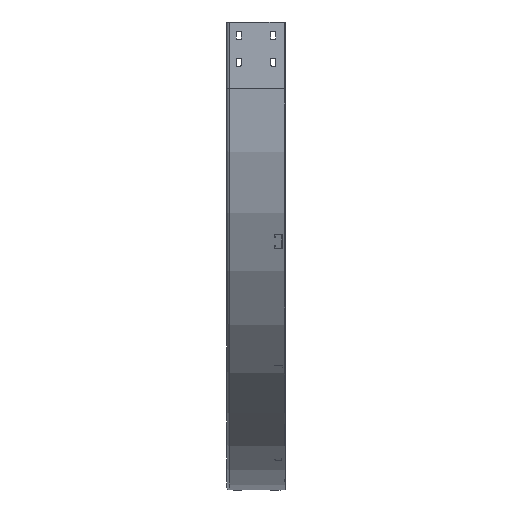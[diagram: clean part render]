
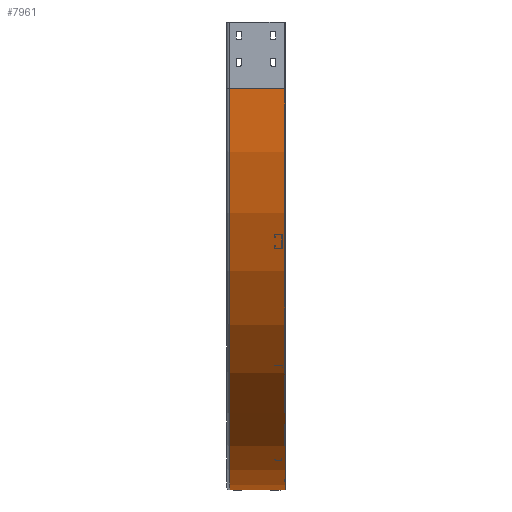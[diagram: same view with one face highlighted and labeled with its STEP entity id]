
A CAD part, left-side view. The second image highlights one B-rep face of the part: STEP entity #7961.
In plain terms, the highlighted cylindrical face has radius 750 mm (diameter 1500 mm), a partial arc.
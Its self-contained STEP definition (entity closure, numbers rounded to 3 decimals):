
#11 = EDGE_CURVE ( 'NONE', #8681, #6899, #3604, .T. ) ;
#165 = CARTESIAN_POINT ( 'NONE',  ( -750., 0., -875. ) ) ;
#944 = CARTESIAN_POINT ( 'NONE',  ( 0., 0., -125. ) ) ;
#1096 = CARTESIAN_POINT ( 'NONE',  ( -750., 0., -125. ) ) ;
#1203 = EDGE_CURVE ( 'NONE', #13071, #8681, #6137, .T. ) ;
#1585 = CARTESIAN_POINT ( 'NONE',  ( -750., 104., -875. ) ) ;
#1678 = ORIENTED_EDGE ( 'NONE', *, *, #11, .F. ) ;
#1737 = DIRECTION ( 'NONE',  ( 0., 1., 0. ) ) ;
#2159 = DIRECTION ( 'NONE',  ( 1., 0., 0. ) ) ;
#3095 = CYLINDRICAL_SURFACE ( 'NONE', #9280, 750. ) ;
#3604 = CIRCLE ( 'NONE', #5111, 750. ) ;
#4141 = DIRECTION ( 'NONE',  ( 0., 1., 0. ) ) ;
#4279 = DIRECTION ( 'NONE',  ( 0., 0., 1. ) ) ;
#4284 = AXIS2_PLACEMENT_3D ( 'NONE', #5982, #9868, #10849 ) ;
#4992 = CARTESIAN_POINT ( 'NONE',  ( -750., 104., -125. ) ) ;
#5111 = AXIS2_PLACEMENT_3D ( 'NONE', #4992, #4141, #2159 ) ;
#5812 = CARTESIAN_POINT ( 'NONE',  ( -750., 0., -875. ) ) ;
#5982 = CARTESIAN_POINT ( 'NONE',  ( -750., 0., -125. ) ) ;
#6137 = LINE ( 'NONE', #8675, #11926 ) ;
#6363 = EDGE_CURVE ( 'NONE', #9241, #6899, #13143, .T. ) ;
#6470 = FACE_OUTER_BOUND ( 'NONE', #8491, .T. ) ;
#6892 = EDGE_CURVE ( 'NONE', #13071, #9241, #10528, .T. ) ;
#6899 = VERTEX_POINT ( 'NONE', #1585 ) ;
#7961 = ADVANCED_FACE ( 'NONE', ( #6470 ), #3095, .T. ) ;
#8491 = EDGE_LOOP ( 'NONE', ( #1678, #11351, #12489, #8857 ) ) ;
#8675 = CARTESIAN_POINT ( 'NONE',  ( 0., 0., -125. ) ) ;
#8681 = VERTEX_POINT ( 'NONE', #9528 ) ;
#8857 = ORIENTED_EDGE ( 'NONE', *, *, #6363, .T. ) ;
#9241 = VERTEX_POINT ( 'NONE', #165 ) ;
#9280 = AXIS2_PLACEMENT_3D ( 'NONE', #1096, #12595, #4279 ) ;
#9528 = CARTESIAN_POINT ( 'NONE',  ( 0., 104., -125. ) ) ;
#9694 = DIRECTION ( 'NONE',  ( 0., 1., 0. ) ) ;
#9868 = DIRECTION ( 'NONE',  ( 0., 1., 0. ) ) ;
#10392 = VECTOR ( 'NONE', #1737, 1000. ) ;
#10528 = CIRCLE ( 'NONE', #4284, 750. ) ;
#10849 = DIRECTION ( 'NONE',  ( 0., 0., 1. ) ) ;
#11351 = ORIENTED_EDGE ( 'NONE', *, *, #1203, .F. ) ;
#11926 = VECTOR ( 'NONE', #9694, 1000. ) ;
#12489 = ORIENTED_EDGE ( 'NONE', *, *, #6892, .T. ) ;
#12595 = DIRECTION ( 'NONE',  ( 0., 1., 0. ) ) ;
#13071 = VERTEX_POINT ( 'NONE', #944 ) ;
#13143 = LINE ( 'NONE', #5812, #10392 ) ;
